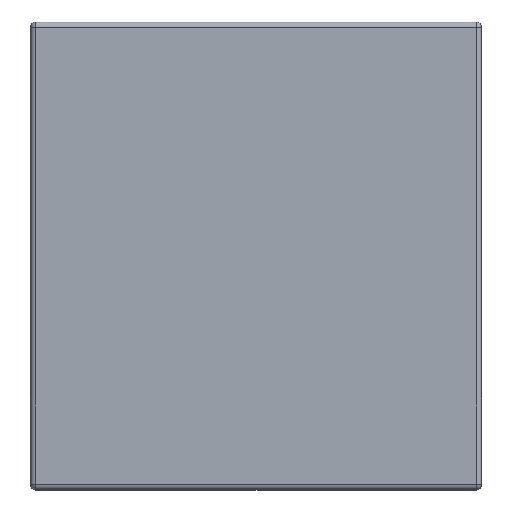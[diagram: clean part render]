
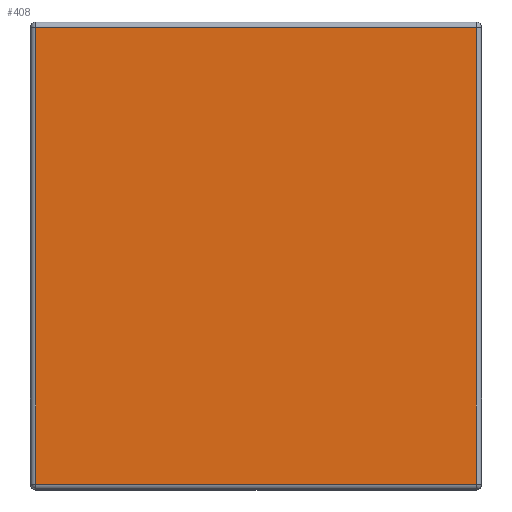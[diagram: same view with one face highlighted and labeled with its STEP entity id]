
A CAD part, top view. The second image highlights one B-rep face of the part: STEP entity #408.
In plain terms, the highlighted planar face has unit normal (0, 0, 1).
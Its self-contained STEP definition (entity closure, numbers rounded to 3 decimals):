
#26=PLANE('',#474);
#54=FACE_OUTER_BOUND('',#90,.T.);
#90=EDGE_LOOP('',(#343,#344,#345,#346));
#106=LINE('',#656,#132);
#114=LINE('',#696,#140);
#121=LINE('',#720,#147);
#122=LINE('',#722,#148);
#132=VECTOR('',#514,10.);
#140=VECTOR('',#556,10.);
#147=VECTOR('',#589,10.);
#148=VECTOR('',#592,10.);
#187=VERTEX_POINT('',#648);
#189=VERTEX_POINT('',#654);
#204=VERTEX_POINT('',#694);
#207=VERTEX_POINT('',#706);
#223=EDGE_CURVE('',#189,#187,#106,.T.);
#243=EDGE_CURVE('',#204,#189,#114,.T.);
#255=EDGE_CURVE('',#187,#207,#121,.T.);
#256=EDGE_CURVE('',#207,#204,#122,.T.);
#343=ORIENTED_EDGE('',*,*,#255,.F.);
#344=ORIENTED_EDGE('',*,*,#223,.F.);
#345=ORIENTED_EDGE('',*,*,#243,.F.);
#346=ORIENTED_EDGE('',*,*,#256,.F.);
#408=ADVANCED_FACE('',(#54),#26,.T.);
#474=AXIS2_PLACEMENT_3D('',#723,#593,#594);
#514=DIRECTION('',(0.,1.,0.));
#556=DIRECTION('',(-1.,0.,0.));
#589=DIRECTION('',(1.,0.,0.));
#592=DIRECTION('',(0.,-1.,0.));
#593=DIRECTION('center_axis',(0.,0.,1.));
#594=DIRECTION('ref_axis',(1.,0.,0.));
#648=CARTESIAN_POINT('',(-11.95,12.4,11.7));
#654=CARTESIAN_POINT('',(-11.95,-12.4,11.7));
#656=CARTESIAN_POINT('',(-11.95,6.35,11.7));
#694=CARTESIAN_POINT('',(11.95,-12.4,11.7));
#696=CARTESIAN_POINT('',(-6.125,-12.4,11.7));
#706=CARTESIAN_POINT('',(11.95,12.4,11.7));
#720=CARTESIAN_POINT('',(6.125,12.4,11.7));
#722=CARTESIAN_POINT('',(11.95,-6.35,11.7));
#723=CARTESIAN_POINT('Origin',(0.,0.,11.7));
